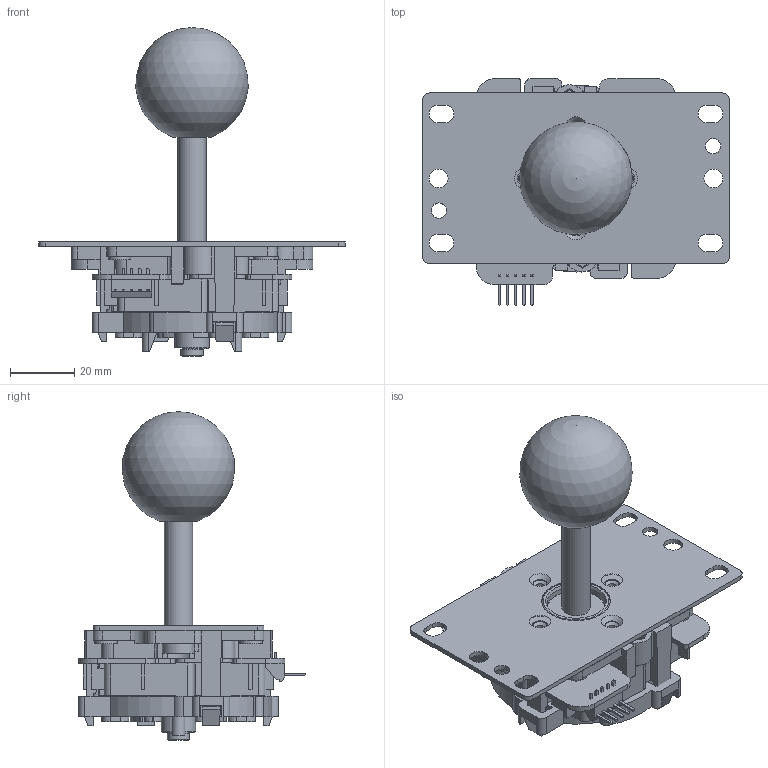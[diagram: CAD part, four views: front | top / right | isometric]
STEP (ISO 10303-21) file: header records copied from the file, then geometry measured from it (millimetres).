
FILE_DESCRIPTION(/* description */ (''),/* implementation_level */ '2;1');
FILE_NAME(/* name */ 'Sanwa JLF-TP-8YT Joystick v55.step',/* time_stamp */ '2022-08-04T20:40:20-04:00',/* author */ (''),/* organization */ (''),/* preprocessor_version */ 'ST-DEVELOPER v19',/* originating_system */ 'Autodesk Translation Framework v11.7.0.108',/* authorisation */ '');
FILE_SCHEMA (('AUTOMOTIVE_DESIGN { 1 0 10303 214 3 1 1 }'));
Length unit declared in the file: millimetre
Products named in the file (18): Sanwa JLF-TP-8YT Joystick; Steel Plate; Switches & PCB; Omron D2R; GT-Y; Octo Gate; Frame (1); Shaft; E Clip; PCB; Frame; Actuator; Actuator Washer; Ball Joint; Actuator Spring Washer; Spring JLF; Sanwa JST - XH Female 5 pin; 35 MM Balltop Green
Assembly tree (20 placements, depth 3):
  Sanwa JLF-TP-8YT Joystick
    Steel Plate
    Switches & PCB
      Omron D2R  x4
    GT-Y
      Octo Gate
      Frame (1)
    Shaft
    E Clip
    PCB
    Frame
    Actuator
    Actuator Washer
    Ball Joint
    Actuator Spring Washer
    Spring JLF
    Sanwa JST - XH Female 5 pin
    35 MM Balltop Green
Bounding box: 95 x 70.4 x 101.96 mm (x, y, z)
Volume: 89068.8 mm3; surface area: 61650.9 mm2
Topology: 40 solids, 40 shells, 1564 faces, 4071 edges, 2655 vertices
Faces by surface type: plane 923, cylinder 538, cone 47, torus 28, bspline 25, sphere 3
Full cylindrical faces by diameter (mm): 2.529 x8, 2.9 x4, 3 x16, 3.086 x4, 3.1 x12, 4 x2, 4.2 x4, 4.4 x4, 4.5 x2, 4.6 x2, 4.744 x4, 4.75 x2, 5.8 x2, 5.884 x8, 6 x1, 6.9 x2, 7 x7, 8 x2, 8.8 x1, 8.91 x1, 10.38 x1, 10.66 x1, 12.565 x1, 13 x1, 17 x1, 18 x1, 19 x1, 21 x2, 21.1 x1, 21.3 x1
Entity records: 50707 total; most frequent: CARTESIAN_POINT 14956, ORIENTED_EDGE 7312, DIRECTION 7225, EDGE_CURVE 3656, LINE 2461, VECTOR 2461, AXIS2_PLACEMENT_3D 2382, VERTEX_POINT 2379
